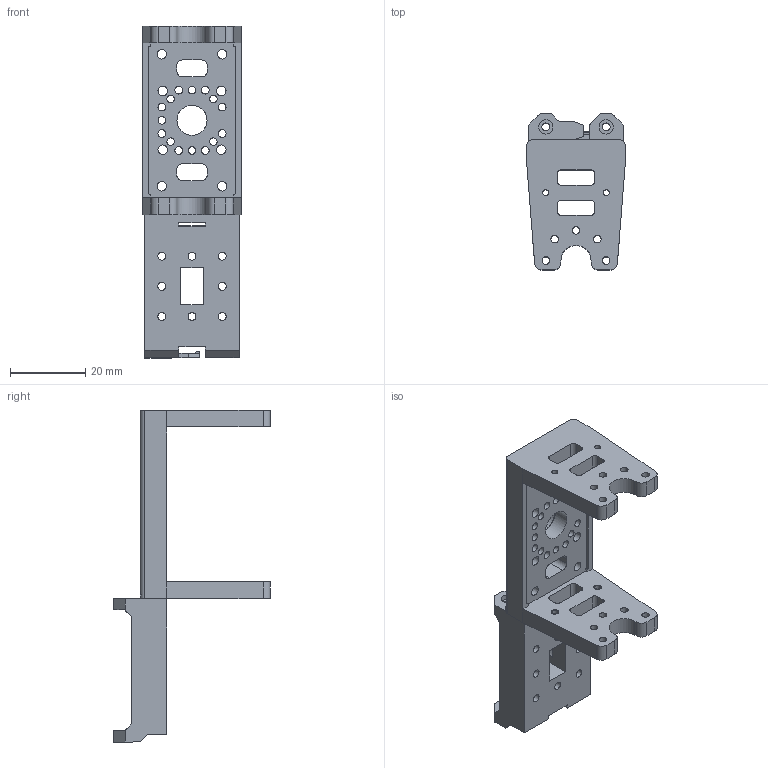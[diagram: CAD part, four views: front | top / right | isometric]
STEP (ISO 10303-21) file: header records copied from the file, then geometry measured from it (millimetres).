
FILE_DESCRIPTION(/* description */ (''),/* implementation_level */ '2;1');
FILE_NAME(/* name */ 'nuevosComponentes.step',/* time_stamp */ '2022-08-16T23:59:12-05:00',/* author */ ('ferbm'),/* organization */ (''),/* preprocessor_version */ 'ST-DEVELOPER v18.1',/* originating_system */ 'Autodesk Inventor 2021',/* authorisation */ '');
FILE_SCHEMA (('AUTOMOTIVE_DESIGN { 1 0 10303 214 3 1 1 }'));
Length unit declared in the file: millimetre
Products named in the file (3): nuevosComponentes; FR07-H101; FP04-F3
Assembly tree (2 placements, depth 2):
  nuevosComponentes
    FR07-H101
    FP04-F3
Bounding box: 26 x 41.5 x 88 mm (x, y, z)
Volume: 19283.5 mm3; surface area: 13194.9 mm2
Topology: 2 solids, 10 shells, 424 faces, 1183 edges, 783 vertices
Faces by surface type: plane 288, cylinder 127, cone 9
Full cylindrical faces by diameter (mm): 1.6 x4, 2 x22, 2.05 x16, 2.1 x12, 2.5 x20, 3.8 x4, 8 x2
Entity records: 13904 total; most frequent: CARTESIAN_POINT 2395, ORIENTED_EDGE 2350, DIRECTION 2313, EDGE_CURVE 1183, LINE 911, VECTOR 911, VERTEX_POINT 783, AXIS2_PLACEMENT_3D 701
